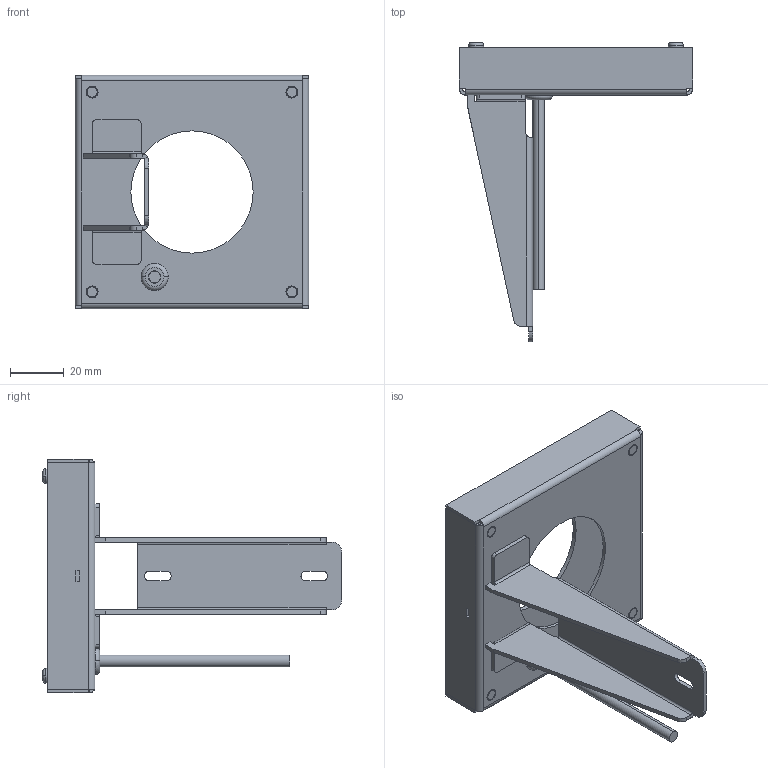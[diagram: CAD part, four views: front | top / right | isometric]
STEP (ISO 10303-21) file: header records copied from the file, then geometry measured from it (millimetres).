
FILE_DESCRIPTION((''),'2;1');
FILE_NAME('190841_ASM','2016-07-28T',('pdmadmin'),(''),'PRO/ENGINEER BY PARAMETRIC TECHNOLOGY CORPORATION, 2016010','PRO/ENGINEER BY PARAMETRIC TECHNOLOGY CORPORATION, 2016010','');
FILE_SCHEMA(('CONFIG_CONTROL_DESIGN'));
Length unit declared in the file: inch
Products named in the file (11): 122729_PART1; 122729_PART2; PEM_STUD_4-40-8; 56875; 58487; 70681; 108625; 51852; 61384; 116946; 190841_ASM
Assembly tree (25 placements, depth 2):
  190841_ASM
    122729_PART1
    122729_PART2
    PEM_STUD_4-40-8  x4
    56875  x4
    58487  x4
    70681
    108625  x4
    51852  x4
    61384
    116946
Bounding box: 87.27 x 111.91 x 87.27 mm (x, y, z)
Volume: 31957.5 mm3; surface area: 49936.3 mm2
Topology: 25 solids, 25 shells, 628 faces, 1560 edges, 1004 vertices
Faces by surface type: cylinder 286, plane 258, bspline 56, cone 16, torus 12
Entity records: 12991 total; most frequent: CARTESIAN_POINT 5356, DIRECTION 1529, ORIENTED_EDGE 1512, EDGE_CURVE 756, AXIS2_PLACEMENT_3D 542, VERTEX_POINT 479, VECTOR 445, LINE 445
